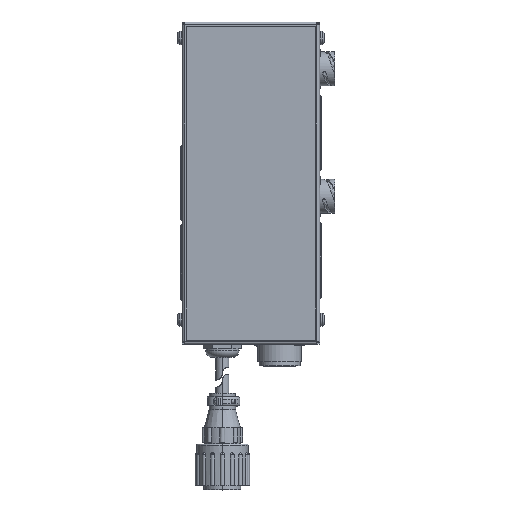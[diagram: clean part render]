
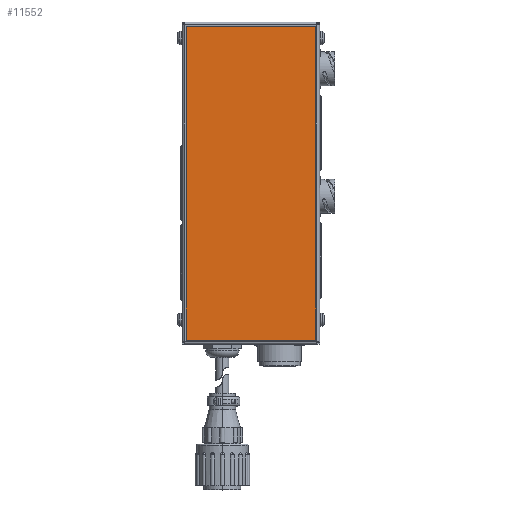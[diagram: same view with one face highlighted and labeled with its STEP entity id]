
A CAD part, top view. The second image highlights one B-rep face of the part: STEP entity #11552.
In plain terms, the highlighted planar face has unit normal (0, 0, 1).
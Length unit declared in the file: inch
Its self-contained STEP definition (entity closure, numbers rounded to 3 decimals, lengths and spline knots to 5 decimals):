
#1781 = DIRECTION ( 'NONE',  ( 1., 0., 0. ) ) ;
#9071 = CARTESIAN_POINT ( 'NONE',  ( 1.8375, 4.4575, 2.6278 ) ) ;
#11552 = ADVANCED_FACE ( 'NONE', ( #82195 ), #63330, .F. ) ;
#15203 = EDGE_CURVE ( 'NONE', #72612, #86138, #64504, .T. ) ;
#16711 = EDGE_LOOP ( 'NONE', ( #66440, #60523, #134776, #54620 ) ) ;
#18504 = LINE ( 'NONE', #129552, #128527 ) ;
#18635 = DIRECTION ( 'NONE',  ( 0., 0., -1. ) ) ;
#31135 = EDGE_CURVE ( 'NONE', #133250, #114737, #18504, .T. ) ;
#38010 = CARTESIAN_POINT ( 'NONE',  ( -1.8375, -4.4575, 2.6278 ) ) ;
#48648 = VECTOR ( 'NONE', #84496, 39.37008 ) ;
#52202 = CARTESIAN_POINT ( 'NONE',  ( -1.8375, -4.4575, 2.6278 ) ) ;
#54620 = ORIENTED_EDGE ( 'NONE', *, *, #31135, .T. ) ;
#57968 = DIRECTION ( 'NONE',  ( -1., 0., 0. ) ) ;
#60523 = ORIENTED_EDGE ( 'NONE', *, *, #15203, .T. ) ;
#63330 = PLANE ( 'NONE',  #82001 ) ;
#64504 = LINE ( 'NONE', #132482, #89587 ) ;
#66440 = ORIENTED_EDGE ( 'NONE', *, *, #84779, .T. ) ;
#66526 = CARTESIAN_POINT ( 'NONE',  ( 1.8375, -4.4575, 2.6278 ) ) ;
#68474 = VECTOR ( 'NONE', #109414, 39.37008 ) ;
#72612 = VERTEX_POINT ( 'NONE', #9071 ) ;
#74097 = CARTESIAN_POINT ( 'NONE',  ( 0., 0., 2.6278 ) ) ;
#82001 = AXIS2_PLACEMENT_3D ( 'NONE', #74097, #18635, #84874 ) ;
#82195 = FACE_OUTER_BOUND ( 'NONE', #16711, .T. ) ;
#84496 = DIRECTION ( 'NONE',  ( 0., -1., 0. ) ) ;
#84779 = EDGE_CURVE ( 'NONE', #114737, #72612, #125159, .T. ) ;
#84874 = DIRECTION ( 'NONE',  ( -1., 0., 0. ) ) ;
#86138 = VERTEX_POINT ( 'NONE', #104468 ) ;
#89587 = VECTOR ( 'NONE', #57968, 39.37008 ) ;
#100243 = CARTESIAN_POINT ( 'NONE',  ( 1.8375, -4.4575, 2.6278 ) ) ;
#104468 = CARTESIAN_POINT ( 'NONE',  ( -1.8375, 4.4575, 2.6278 ) ) ;
#108754 = LINE ( 'NONE', #52202, #48648 ) ;
#109414 = DIRECTION ( 'NONE',  ( 0., 1., 0. ) ) ;
#111089 = EDGE_CURVE ( 'NONE', #86138, #133250, #108754, .T. ) ;
#114737 = VERTEX_POINT ( 'NONE', #100243 ) ;
#125159 = LINE ( 'NONE', #66526, #68474 ) ;
#128527 = VECTOR ( 'NONE', #1781, 39.37008 ) ;
#129552 = CARTESIAN_POINT ( 'NONE',  ( -1.8375, -4.4575, 2.6278 ) ) ;
#132482 = CARTESIAN_POINT ( 'NONE',  ( -1.8375, 4.4575, 2.6278 ) ) ;
#133250 = VERTEX_POINT ( 'NONE', #38010 ) ;
#134776 = ORIENTED_EDGE ( 'NONE', *, *, #111089, .T. ) ;
